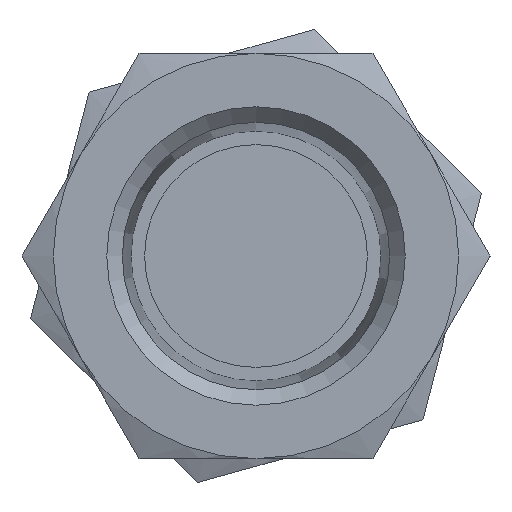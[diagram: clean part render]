
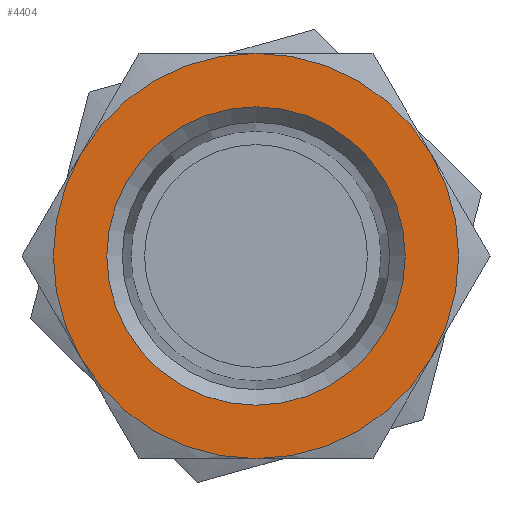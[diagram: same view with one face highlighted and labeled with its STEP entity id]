
A CAD part, left-side view. The second image highlights one B-rep face of the part: STEP entity #4404.
In plain terms, the highlighted planar face has unit normal (-1, 0, 0).
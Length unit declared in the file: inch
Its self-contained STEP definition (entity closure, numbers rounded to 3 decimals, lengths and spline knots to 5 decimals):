
#2949=CARTESIAN_POINT('',(0.,0.,0.4685));
#2950=VERTEX_POINT('',#2949);
#3720=CARTESIAN_POINT('',(0.0,0.,0.345));
#3721=VERTEX_POINT('',#3720);
#3722=CARTESIAN_POINT('',(0.0,0.0,0.0));
#3723=DIRECTION('',(1.0,0.0,0.0));
#3724=DIRECTION('',(0.0,0.0,-1.0));
#3725=AXIS2_PLACEMENT_3D('',#3722,#3723,#3724);
#3726=CIRCLE('',#3725,0.345);
#3727=EDGE_CURVE('',#3721,#3721,#3726,.T.);
#3798=CARTESIAN_POINT('',(0.,0.40573,0.23425));
#3799=VERTEX_POINT('',#3798);
#3813=CARTESIAN_POINT('',(0.0,0.0,0.0));
#3814=DIRECTION('',(-1.0,0.0,0.0));
#3815=DIRECTION('',(0.0,1.0,0.0));
#3816=AXIS2_PLACEMENT_3D('',#3813,#3814,#3815);
#3817=CIRCLE('',#3816,0.4685);
#3818=EDGE_CURVE('',#2950,#3799,#3817,.T.);
#3828=CARTESIAN_POINT('',(0.,-0.40573,0.23425));
#3829=VERTEX_POINT('',#3828);
#3844=CARTESIAN_POINT('',(0.0,0.0,0.0));
#3845=DIRECTION('',(-1.0,0.0,0.0));
#3846=DIRECTION('',(0.0,1.0,0.0));
#3847=AXIS2_PLACEMENT_3D('',#3844,#3845,#3846);
#3848=CIRCLE('',#3847,0.4685);
#3849=EDGE_CURVE('',#3829,#2950,#3848,.T.);
#3861=CARTESIAN_POINT('',(0.,-0.40573,-0.23425));
#3862=VERTEX_POINT('',#3861);
#3889=CARTESIAN_POINT('',(0.0,0.0,0.0));
#3890=DIRECTION('',(-1.0,0.0,0.0));
#3891=DIRECTION('',(0.0,1.0,0.0));
#3892=AXIS2_PLACEMENT_3D('',#3889,#3890,#3891);
#3893=CIRCLE('',#3892,0.4685);
#3894=EDGE_CURVE('',#3862,#3829,#3893,.T.);
#3919=CARTESIAN_POINT('',(0.,0.0,-0.4685));
#3920=VERTEX_POINT('',#3919);
#3921=CARTESIAN_POINT('',(0.0,0.0,0.0));
#3922=DIRECTION('',(-1.0,0.0,0.0));
#3923=DIRECTION('',(0.0,1.0,0.0));
#3924=AXIS2_PLACEMENT_3D('',#3921,#3922,#3923);
#3925=CIRCLE('',#3924,0.4685);
#3926=EDGE_CURVE('',#3920,#3862,#3925,.T.);
#3964=CARTESIAN_POINT('',(0.,0.40573,-0.23425));
#3965=VERTEX_POINT('',#3964);
#3966=CARTESIAN_POINT('',(0.0,0.0,0.0));
#3967=DIRECTION('',(-1.0,0.0,0.0));
#3968=DIRECTION('',(0.0,1.0,0.0));
#3969=AXIS2_PLACEMENT_3D('',#3966,#3967,#3968);
#3970=CIRCLE('',#3969,0.4685);
#3971=EDGE_CURVE('',#3965,#3920,#3970,.T.);
#4009=CARTESIAN_POINT('',(0.0,0.0,0.0));
#4010=DIRECTION('',(-1.0,0.0,0.0));
#4011=DIRECTION('',(0.0,1.0,0.0));
#4012=AXIS2_PLACEMENT_3D('',#4009,#4010,#4011);
#4013=CIRCLE('',#4012,0.4685);
#4014=EDGE_CURVE('',#3799,#3965,#4013,.T.);
#4388=CARTESIAN_POINT('',(0.0,0.,0.));
#4389=DIRECTION('',(1.0,0.0,0.0));
#4390=DIRECTION('',(0.0,0.0,-1.0));
#4391=AXIS2_PLACEMENT_3D('',#4388,#4389,#4390);
#4392=PLANE('',#4391);
#4393=ORIENTED_EDGE('',*,*,#4014,.T.);
#4394=ORIENTED_EDGE('',*,*,#3971,.T.);
#4395=ORIENTED_EDGE('',*,*,#3926,.T.);
#4396=ORIENTED_EDGE('',*,*,#3894,.T.);
#4397=ORIENTED_EDGE('',*,*,#3849,.T.);
#4398=ORIENTED_EDGE('',*,*,#3818,.T.);
#4399=EDGE_LOOP('',(#4393,#4394,#4395,#4396,#4397,#4398));
#4400=FACE_OUTER_BOUND('',#4399,.T.);
#4401=ORIENTED_EDGE('',*,*,#3727,.T.);
#4402=EDGE_LOOP('',(#4401));
#4403=FACE_BOUND('',#4402,.T.);
#4404=ADVANCED_FACE('',(#4400,#4403),#4392,.F.);
